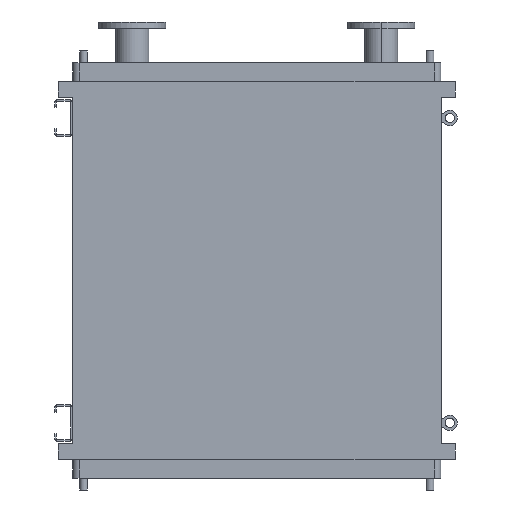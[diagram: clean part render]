
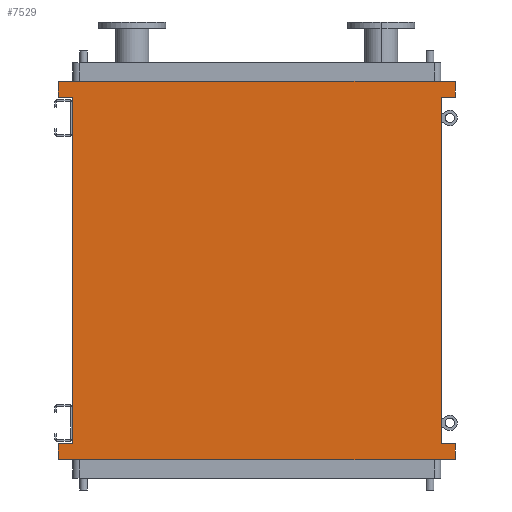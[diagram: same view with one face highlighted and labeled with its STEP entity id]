
A CAD part, front view. The second image highlights one B-rep face of the part: STEP entity #7529.
In plain terms, the highlighted planar face has unit normal (0, -1, 0).
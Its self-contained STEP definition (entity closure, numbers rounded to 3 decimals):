
#81 = EDGE_CURVE ( 'NONE', #4588, #4461, #3756, .T. ) ;
#114 = CARTESIAN_POINT ( 'NONE',  ( -651., 0., -1145. ) ) ;
#260 = CARTESIAN_POINT ( 'NONE',  ( -605., 0., -1050. ) ) ;
#380 = ORIENTED_EDGE ( 'NONE', *, *, #81, .F. ) ;
#431 = DIRECTION ( 'NONE',  ( 0., -1., 0. ) ) ;
#540 = ORIENTED_EDGE ( 'NONE', *, *, #7395, .F. ) ;
#754 = LINE ( 'NONE', #5220, #5682 ) ;
#882 = CARTESIAN_POINT ( 'NONE',  ( 651., 0., 95. ) ) ;
#959 = CARTESIAN_POINT ( 'NONE',  ( -651., 0., 95. ) ) ;
#1139 = DIRECTION ( 'NONE',  ( -1., 0., 0. ) ) ;
#1314 = ORIENTED_EDGE ( 'NONE', *, *, #7320, .F. ) ;
#1390 = DIRECTION ( 'NONE',  ( -1., 0., 0. ) ) ;
#1433 = LINE ( 'NONE', #5899, #2959 ) ;
#1484 = VERTEX_POINT ( 'NONE', #6322 ) ;
#1594 = CARTESIAN_POINT ( 'NONE',  ( -605., 0., 43. ) ) ;
#1696 = EDGE_CURVE ( 'NONE', #6062, #1484, #3625, .T. ) ;
#1784 = CARTESIAN_POINT ( 'NONE',  ( 651., 0., -1093. ) ) ;
#2023 = VERTEX_POINT ( 'NONE', #5354 ) ;
#2128 = CARTESIAN_POINT ( 'NONE',  ( 605., 0., 43. ) ) ;
#2319 = DIRECTION ( 'NONE',  ( -1., 0., 0. ) ) ;
#2442 = CARTESIAN_POINT ( 'NONE',  ( -651., 0., -1093. ) ) ;
#2595 = EDGE_CURVE ( 'NONE', #7984, #3114, #8103, .T. ) ;
#2633 = CARTESIAN_POINT ( 'NONE',  ( -651., 0., -1093. ) ) ;
#2655 = ORIENTED_EDGE ( 'NONE', *, *, #8182, .F. ) ;
#2906 = VECTOR ( 'NONE', #5886, 1000. ) ;
#2918 = ORIENTED_EDGE ( 'NONE', *, *, #6794, .F. ) ;
#2959 = VECTOR ( 'NONE', #1390, 1000. ) ;
#2979 = CARTESIAN_POINT ( 'NONE',  ( 651., 0., -1145. ) ) ;
#3114 = VERTEX_POINT ( 'NONE', #882 ) ;
#3226 = DIRECTION ( 'NONE',  ( 0., 0., 1. ) ) ;
#3375 = EDGE_CURVE ( 'NONE', #2023, #7172, #8197, .T. ) ;
#3465 = EDGE_CURVE ( 'NONE', #5307, #5030, #4557, .T. ) ;
#3574 = ORIENTED_EDGE ( 'NONE', *, *, #3761, .F. ) ;
#3588 = VECTOR ( 'NONE', #6420, 1000. ) ;
#3608 = VECTOR ( 'NONE', #3929, 1000. ) ;
#3625 = LINE ( 'NONE', #6853, #5671 ) ;
#3638 = CARTESIAN_POINT ( 'NONE',  ( 651., 0., 95. ) ) ;
#3756 = LINE ( 'NONE', #2442, #3588 ) ;
#3761 = EDGE_CURVE ( 'NONE', #5711, #5030, #1433, .T. ) ;
#3767 = EDGE_LOOP ( 'NONE', ( #5393, #3574, #540, #5118, #6629, #6557, #1314, #380, #2655, #2918, #5479, #6809 ) ) ;
#3929 = DIRECTION ( 'NONE',  ( 0., 0., 1. ) ) ;
#3962 = LINE ( 'NONE', #114, #7126 ) ;
#3972 = CARTESIAN_POINT ( 'NONE',  ( 605., 0., -1050. ) ) ;
#3986 = DIRECTION ( 'NONE',  ( 0., 0., 1. ) ) ;
#4217 = LINE ( 'NONE', #2979, #5589 ) ;
#4442 = LINE ( 'NONE', #5762, #7797 ) ;
#4461 = VERTEX_POINT ( 'NONE', #8029 ) ;
#4528 = LINE ( 'NONE', #260, #6880 ) ;
#4557 = LINE ( 'NONE', #3972, #3608 ) ;
#4588 = VERTEX_POINT ( 'NONE', #2633 ) ;
#4778 = VECTOR ( 'NONE', #6747, 1000. ) ;
#5030 = VERTEX_POINT ( 'NONE', #2128 ) ;
#5118 = ORIENTED_EDGE ( 'NONE', *, *, #2595, .F. ) ;
#5145 = CARTESIAN_POINT ( 'NONE',  ( 651., 0., -1145. ) ) ;
#5189 = LINE ( 'NONE', #5974, #2906 ) ;
#5220 = CARTESIAN_POINT ( 'NONE',  ( 605., 0., -1093. ) ) ;
#5307 = VERTEX_POINT ( 'NONE', #5522 ) ;
#5354 = CARTESIAN_POINT ( 'NONE',  ( 651., 0., -1093. ) ) ;
#5393 = ORIENTED_EDGE ( 'NONE', *, *, #3465, .T. ) ;
#5394 = PLANE ( 'NONE',  #6752 ) ;
#5479 = ORIENTED_EDGE ( 'NONE', *, *, #3375, .F. ) ;
#5522 = CARTESIAN_POINT ( 'NONE',  ( 605., 0., -1093. ) ) ;
#5589 = VECTOR ( 'NONE', #2319, 1000. ) ;
#5671 = VECTOR ( 'NONE', #1139, 1000. ) ;
#5682 = VECTOR ( 'NONE', #6472, 1000. ) ;
#5711 = VERTEX_POINT ( 'NONE', #7502 ) ;
#5762 = CARTESIAN_POINT ( 'NONE',  ( -651., 0., 95. ) ) ;
#5886 = DIRECTION ( 'NONE',  ( 0., 0., -1. ) ) ;
#5899 = CARTESIAN_POINT ( 'NONE',  ( 605., 0., 43. ) ) ;
#5974 = CARTESIAN_POINT ( 'NONE',  ( 651., 0., 43. ) ) ;
#6059 = FACE_OUTER_BOUND ( 'NONE', #3767, .T. ) ;
#6062 = VERTEX_POINT ( 'NONE', #1594 ) ;
#6191 = CARTESIAN_POINT ( 'NONE',  ( -651., 0., -1145. ) ) ;
#6225 = DIRECTION ( 'NONE',  ( 0., 0., -1. ) ) ;
#6322 = CARTESIAN_POINT ( 'NONE',  ( -651., 0., 43. ) ) ;
#6420 = DIRECTION ( 'NONE',  ( 1., 0., 0. ) ) ;
#6472 = DIRECTION ( 'NONE',  ( 1., 0., 0. ) ) ;
#6557 = ORIENTED_EDGE ( 'NONE', *, *, #1696, .F. ) ;
#6629 = ORIENTED_EDGE ( 'NONE', *, *, #7204, .F. ) ;
#6688 = CARTESIAN_POINT ( 'NONE',  ( -605., 0., -1050. ) ) ;
#6747 = DIRECTION ( 'NONE',  ( 1., 0., 0. ) ) ;
#6752 = AXIS2_PLACEMENT_3D ( 'NONE', #6688, #431, #7915 ) ;
#6794 = EDGE_CURVE ( 'NONE', #7172, #7023, #4217, .T. ) ;
#6809 = ORIENTED_EDGE ( 'NONE', *, *, #7814, .F. ) ;
#6853 = CARTESIAN_POINT ( 'NONE',  ( -651., 0., 43. ) ) ;
#6880 = VECTOR ( 'NONE', #3986, 1000. ) ;
#7023 = VERTEX_POINT ( 'NONE', #6191 ) ;
#7126 = VECTOR ( 'NONE', #3226, 1000. ) ;
#7172 = VERTEX_POINT ( 'NONE', #5145 ) ;
#7204 = EDGE_CURVE ( 'NONE', #1484, #7984, #4442, .T. ) ;
#7320 = EDGE_CURVE ( 'NONE', #4461, #6062, #4528, .T. ) ;
#7395 = EDGE_CURVE ( 'NONE', #3114, #5711, #5189, .T. ) ;
#7502 = CARTESIAN_POINT ( 'NONE',  ( 651., 0., 43. ) ) ;
#7529 = ADVANCED_FACE ( 'NONE', ( #6059 ), #5394, .T. ) ;
#7797 = VECTOR ( 'NONE', #8133, 1000. ) ;
#7814 = EDGE_CURVE ( 'NONE', #5307, #2023, #754, .T. ) ;
#7915 = DIRECTION ( 'NONE',  ( 0., 0., -1. ) ) ;
#7961 = VECTOR ( 'NONE', #6225, 1000. ) ;
#7984 = VERTEX_POINT ( 'NONE', #959 ) ;
#8029 = CARTESIAN_POINT ( 'NONE',  ( -605., 0., -1093. ) ) ;
#8103 = LINE ( 'NONE', #3638, #4778 ) ;
#8133 = DIRECTION ( 'NONE',  ( 0., 0., 1. ) ) ;
#8182 = EDGE_CURVE ( 'NONE', #7023, #4588, #3962, .T. ) ;
#8197 = LINE ( 'NONE', #1784, #7961 ) ;
